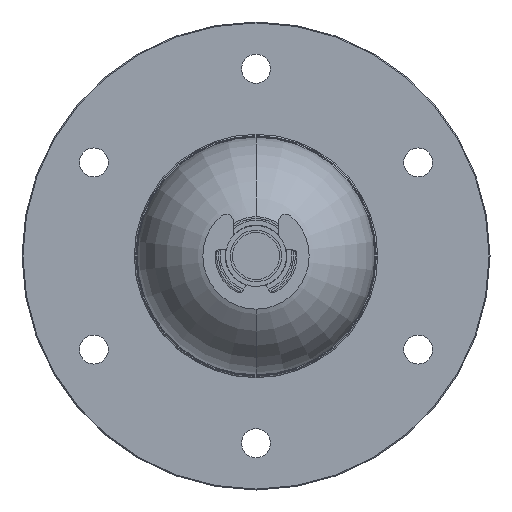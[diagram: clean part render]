
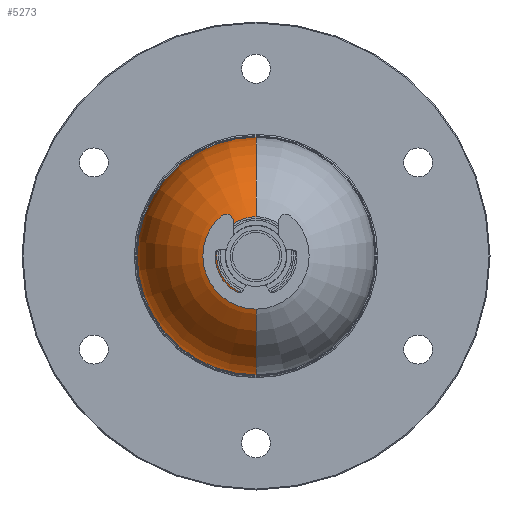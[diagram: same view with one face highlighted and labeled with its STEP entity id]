
A CAD part, front view. The second image highlights one B-rep face of the part: STEP entity #5273.
In plain terms, the highlighted toroidal (fillet/blend) face has major radius 0.4 mm and minor radius 25 mm.
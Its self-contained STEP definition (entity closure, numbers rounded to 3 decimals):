
#142 = FACE_OUTER_BOUND ( 'NONE', #19498, .T. ) ;
#1654 = DIRECTION ( 'NONE',  ( 0., 0., 1. ) ) ;
#1762 = VERTEX_POINT ( 'NONE', #2188 ) ;
#1903 = DIRECTION ( 'NONE',  ( 0., 0., 1. ) ) ;
#2188 = CARTESIAN_POINT ( 'NONE',  ( 0., -380.295, 25.393 ) ) ;
#2651 = CARTESIAN_POINT ( 'NONE',  ( 0., -403.385, 0. ) ) ;
#2855 = EDGE_CURVE ( 'NONE', #3586, #9640, #11397, .T. ) ;
#3586 = VERTEX_POINT ( 'NONE', #13134 ) ;
#3626 = ORIENTED_EDGE ( 'NONE', *, *, #9514, .T. ) ;
#3979 = DIRECTION ( 'NONE',  ( 0., 0., 1. ) ) ;
#5273 = ADVANCED_FACE ( 'NONE', ( #142 ), #15822, .T. ) ;
#6535 = AXIS2_PLACEMENT_3D ( 'NONE', #19447, #14813, #17942 ) ;
#7662 = CARTESIAN_POINT ( 'NONE',  ( 0., -379.7, 0.4 ) ) ;
#7996 = CIRCLE ( 'NONE', #19564, 25. ) ;
#8089 = CARTESIAN_POINT ( 'NONE',  ( 0., -403.385, 8.4 ) ) ;
#8102 = VERTEX_POINT ( 'NONE', #8089 ) ;
#8756 = AXIS2_PLACEMENT_3D ( 'NONE', #12699, #12412, #14090 ) ;
#9514 = EDGE_CURVE ( 'NONE', #8102, #1762, #7996, .T. ) ;
#9640 = VERTEX_POINT ( 'NONE', #13714 ) ;
#10706 = DIRECTION ( 'NONE',  ( -1., 0., 0. ) ) ;
#10773 = DIRECTION ( 'NONE',  ( 0., 1., 0. ) ) ;
#11285 = ORIENTED_EDGE ( 'NONE', *, *, #2855, .F. ) ;
#11397 = CIRCLE ( 'NONE', #6535, 25. ) ;
#11403 = AXIS2_PLACEMENT_3D ( 'NONE', #18603, #10773, #1903 ) ;
#12251 = ORIENTED_EDGE ( 'NONE', *, *, #18404, .T. ) ;
#12412 = DIRECTION ( 'NONE',  ( 0., 1., 0. ) ) ;
#12694 = EDGE_CURVE ( 'NONE', #9640, #1762, #17482, .T. ) ;
#12699 = CARTESIAN_POINT ( 'NONE',  ( 0., -379.7, 0. ) ) ;
#13023 = ORIENTED_EDGE ( 'NONE', *, *, #12694, .F. ) ;
#13134 = CARTESIAN_POINT ( 'NONE',  ( 0., -403.385, -8.4 ) ) ;
#13714 = CARTESIAN_POINT ( 'NONE',  ( 0., -380.295, -25.393 ) ) ;
#13901 = CIRCLE ( 'NONE', #17126, 8.4 ) ;
#14090 = DIRECTION ( 'NONE',  ( 0., 0., 1. ) ) ;
#14432 = DIRECTION ( 'NONE',  ( 0., 1., 0. ) ) ;
#14813 = DIRECTION ( 'NONE',  ( 1., 0., 0. ) ) ;
#15822 = TOROIDAL_SURFACE ( 'NONE', #8756, 0.4, 25. ) ;
#17126 = AXIS2_PLACEMENT_3D ( 'NONE', #2651, #14432, #3979 ) ;
#17482 = CIRCLE ( 'NONE', #11403, 25.393 ) ;
#17942 = DIRECTION ( 'NONE',  ( 0., 0., -1. ) ) ;
#18404 = EDGE_CURVE ( 'NONE', #3586, #8102, #13901, .T. ) ;
#18603 = CARTESIAN_POINT ( 'NONE',  ( 0., -380.295, 0. ) ) ;
#19447 = CARTESIAN_POINT ( 'NONE',  ( 0., -379.7, -0.4 ) ) ;
#19498 = EDGE_LOOP ( 'NONE', ( #11285, #12251, #3626, #13023 ) ) ;
#19564 = AXIS2_PLACEMENT_3D ( 'NONE', #7662, #10706, #1654 ) ;
